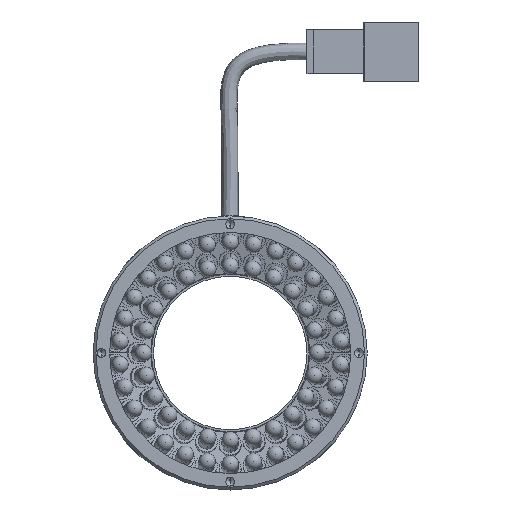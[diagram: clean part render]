
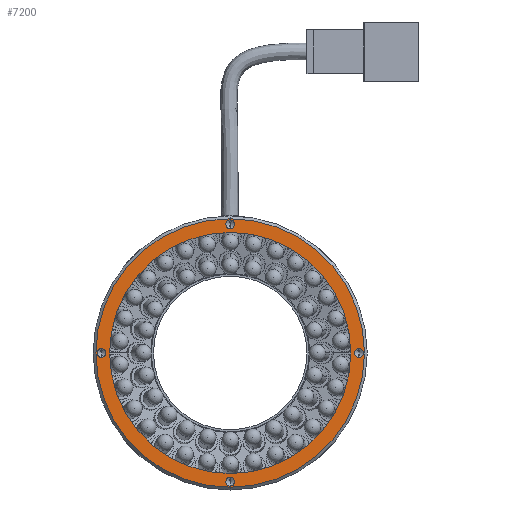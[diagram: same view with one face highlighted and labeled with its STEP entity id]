
A CAD part, front view. The second image highlights one B-rep face of the part: STEP entity #7200.
In plain terms, the highlighted planar face has unit normal (0, -1, 0).
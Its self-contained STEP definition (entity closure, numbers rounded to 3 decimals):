
#230 = CIRCLE ( 'NONE', #4103, 0.8 ) ;
#531 = ORIENTED_EDGE ( 'NONE', *, *, #767, .F. ) ;
#767 = EDGE_CURVE ( 'NONE', #16705, #4082, #9079, .T. ) ;
#905 = DIRECTION ( 'NONE',  ( 0., 0., -1. ) ) ;
#1034 = ORIENTED_EDGE ( 'NONE', *, *, #4704, .F. ) ;
#1688 = CARTESIAN_POINT ( 'NONE',  ( 0., 0., -23.5 ) ) ;
#2042 = EDGE_CURVE ( 'NONE', #20451, #19679, #8826, .T. ) ;
#2048 = VERTEX_POINT ( 'NONE', #20308 ) ;
#2379 = DIRECTION ( 'NONE',  ( 0., -1., 0. ) ) ;
#2425 = CARTESIAN_POINT ( 'NONE',  ( 0., 0., -23.5 ) ) ;
#2488 = DIRECTION ( 'NONE',  ( 0., 0., 1. ) ) ;
#2536 = DIRECTION ( 'NONE',  ( 0., 0., -1. ) ) ;
#2582 = CARTESIAN_POINT ( 'NONE',  ( 23.5, 0., 0. ) ) ;
#2594 = EDGE_CURVE ( 'NONE', #11093, #17883, #14171, .T. ) ;
#2970 = FACE_BOUND ( 'NONE', #15365, .T. ) ;
#3093 = ORIENTED_EDGE ( 'NONE', *, *, #8068, .T. ) ;
#3410 = DIRECTION ( 'NONE',  ( 0., 0., -1. ) ) ;
#3569 = DIRECTION ( 'NONE',  ( 0., -1., 0. ) ) ;
#3579 = CIRCLE ( 'NONE', #12787, 0.8 ) ;
#3646 = CARTESIAN_POINT ( 'NONE',  ( 0., 0., -22. ) ) ;
#3751 = DIRECTION ( 'NONE',  ( 0., -1., 0. ) ) ;
#4082 = VERTEX_POINT ( 'NONE', #4864 ) ;
#4103 = AXIS2_PLACEMENT_3D ( 'NONE', #1688, #5105, #6568 ) ;
#4116 = CARTESIAN_POINT ( 'NONE',  ( 0., 0., -22.7 ) ) ;
#4300 = AXIS2_PLACEMENT_3D ( 'NONE', #20296, #16019, #2488 ) ;
#4507 = CARTESIAN_POINT ( 'NONE',  ( 0., 0., -24.3 ) ) ;
#4704 = EDGE_CURVE ( 'NONE', #16173, #21333, #18433, .T. ) ;
#4864 = CARTESIAN_POINT ( 'NONE',  ( 0., 0., 22.7 ) ) ;
#5078 = ORIENTED_EDGE ( 'NONE', *, *, #7290, .T. ) ;
#5105 = DIRECTION ( 'NONE',  ( 0., -1., 0. ) ) ;
#5335 = CARTESIAN_POINT ( 'NONE',  ( 0., 0., 23.5 ) ) ;
#5525 = EDGE_CURVE ( 'NONE', #19679, #20451, #3579, .T. ) ;
#5600 = VERTEX_POINT ( 'NONE', #4507 ) ;
#6074 = DIRECTION ( 'NONE',  ( 0., 0., 1. ) ) ;
#6363 = AXIS2_PLACEMENT_3D ( 'NONE', #2582, #11098, #905 ) ;
#6556 = DIRECTION ( 'NONE',  ( 0., -1., 0. ) ) ;
#6568 = DIRECTION ( 'NONE',  ( 0., 0., -1. ) ) ;
#6735 = FACE_BOUND ( 'NONE', #21209, .T. ) ;
#6898 = CARTESIAN_POINT ( 'NONE',  ( 0., 0., -24.5 ) ) ;
#7139 = CARTESIAN_POINT ( 'NONE',  ( -23.5, 0., -0.8 ) ) ;
#7200 = ADVANCED_FACE ( 'NONE', ( #18609, #8402, #14836, #13918, #6735, #2970 ), #15589, .F. ) ;
#7290 = EDGE_CURVE ( 'NONE', #2048, #16960, #16001, .T. ) ;
#7511 = AXIS2_PLACEMENT_3D ( 'NONE', #17918, #6556, #9144 ) ;
#7518 = EDGE_CURVE ( 'NONE', #4082, #16705, #16702, .T. ) ;
#7869 = EDGE_LOOP ( 'NONE', ( #8411, #17300 ) ) ;
#8068 = EDGE_CURVE ( 'NONE', #16960, #2048, #14601, .T. ) ;
#8402 = FACE_BOUND ( 'NONE', #7869, .T. ) ;
#8411 = ORIENTED_EDGE ( 'NONE', *, *, #5525, .F. ) ;
#8782 = ORIENTED_EDGE ( 'NONE', *, *, #2594, .F. ) ;
#8790 = EDGE_CURVE ( 'NONE', #17883, #11093, #10706, .T. ) ;
#8826 = CIRCLE ( 'NONE', #19455, 0.8 ) ;
#9079 = CIRCLE ( 'NONE', #11533, 0.8 ) ;
#9144 = DIRECTION ( 'NONE',  ( 0., 0., -1. ) ) ;
#9226 = DIRECTION ( 'NONE',  ( 0., -1., 0. ) ) ;
#9336 = DIRECTION ( 'NONE',  ( 0., 0., -1. ) ) ;
#9434 = ORIENTED_EDGE ( 'NONE', *, *, #17452, .F. ) ;
#9738 = CARTESIAN_POINT ( 'NONE',  ( 0., 0., 23.5 ) ) ;
#9832 = CARTESIAN_POINT ( 'NONE',  ( 0., 0., 22. ) ) ;
#10017 = CARTESIAN_POINT ( 'NONE',  ( 23.5, 0., 0.8 ) ) ;
#10023 = AXIS2_PLACEMENT_3D ( 'NONE', #10411, #3751, #6074 ) ;
#10293 = ORIENTED_EDGE ( 'NONE', *, *, #7518, .F. ) ;
#10411 = CARTESIAN_POINT ( 'NONE',  ( 0., 0., 0. ) ) ;
#10706 = CIRCLE ( 'NONE', #7511, 0.8 ) ;
#11093 = VERTEX_POINT ( 'NONE', #11346 ) ;
#11098 = DIRECTION ( 'NONE',  ( 0., -1., 0. ) ) ;
#11208 = CIRCLE ( 'NONE', #21538, 0.8 ) ;
#11346 = CARTESIAN_POINT ( 'NONE',  ( 23.5, 0., -0.8 ) ) ;
#11363 = VERTEX_POINT ( 'NONE', #4116 ) ;
#11533 = AXIS2_PLACEMENT_3D ( 'NONE', #9738, #9226, #9336 ) ;
#11598 = DIRECTION ( 'NONE',  ( 0., 0., 1. ) ) ;
#11614 = CARTESIAN_POINT ( 'NONE',  ( -23.5, 0., 0. ) ) ;
#11680 = AXIS2_PLACEMENT_3D ( 'NONE', #17913, #2379, #16348 ) ;
#11736 = AXIS2_PLACEMENT_3D ( 'NONE', #19900, #16672, #14904 ) ;
#11810 = ORIENTED_EDGE ( 'NONE', *, *, #8790, .F. ) ;
#12514 = EDGE_CURVE ( 'NONE', #5600, #11363, #230, .T. ) ;
#12787 = AXIS2_PLACEMENT_3D ( 'NONE', #14961, #21767, #19848 ) ;
#13281 = DIRECTION ( 'NONE',  ( 0., 1., 0. ) ) ;
#13452 = DIRECTION ( 'NONE',  ( 0., 0., -1. ) ) ;
#13524 = CIRCLE ( 'NONE', #11736, 22. ) ;
#13918 = FACE_BOUND ( 'NONE', #16515, .T. ) ;
#14014 = CARTESIAN_POINT ( 'NONE',  ( 0., 0., 24.3 ) ) ;
#14171 = CIRCLE ( 'NONE', #6363, 0.8 ) ;
#14601 = CIRCLE ( 'NONE', #10023, 24.5 ) ;
#14643 = EDGE_LOOP ( 'NONE', ( #5078, #3093 ) ) ;
#14836 = FACE_BOUND ( 'NONE', #20762, .T. ) ;
#14904 = DIRECTION ( 'NONE',  ( 0., 0., -1. ) ) ;
#14961 = CARTESIAN_POINT ( 'NONE',  ( -23.5, 0., 0. ) ) ;
#15055 = ORIENTED_EDGE ( 'NONE', *, *, #21912, .F. ) ;
#15365 = EDGE_LOOP ( 'NONE', ( #21785, #9434 ) ) ;
#15589 = PLANE ( 'NONE',  #20270 ) ;
#15917 = DIRECTION ( 'NONE',  ( 0., -1., 0. ) ) ;
#16001 = CIRCLE ( 'NONE', #4300, 24.5 ) ;
#16019 = DIRECTION ( 'NONE',  ( 0., -1., 0. ) ) ;
#16173 = VERTEX_POINT ( 'NONE', #9832 ) ;
#16348 = DIRECTION ( 'NONE',  ( 0., 0., -1. ) ) ;
#16515 = EDGE_LOOP ( 'NONE', ( #8782, #11810 ) ) ;
#16672 = DIRECTION ( 'NONE',  ( 0., -1., 0. ) ) ;
#16702 = CIRCLE ( 'NONE', #19541, 0.8 ) ;
#16705 = VERTEX_POINT ( 'NONE', #14014 ) ;
#16960 = VERTEX_POINT ( 'NONE', #6898 ) ;
#17300 = ORIENTED_EDGE ( 'NONE', *, *, #2042, .F. ) ;
#17452 = EDGE_CURVE ( 'NONE', #11363, #5600, #11208, .T. ) ;
#17883 = VERTEX_POINT ( 'NONE', #10017 ) ;
#17913 = CARTESIAN_POINT ( 'NONE',  ( 0., 0., 0. ) ) ;
#17918 = CARTESIAN_POINT ( 'NONE',  ( 23.5, 0., 0. ) ) ;
#18362 = CARTESIAN_POINT ( 'NONE',  ( -23.5, 0., 0.8 ) ) ;
#18433 = CIRCLE ( 'NONE', #11680, 22. ) ;
#18609 = FACE_OUTER_BOUND ( 'NONE', #14643, .T. ) ;
#19182 = DIRECTION ( 'NONE',  ( 0., -1., 0. ) ) ;
#19455 = AXIS2_PLACEMENT_3D ( 'NONE', #11614, #15917, #3410 ) ;
#19541 = AXIS2_PLACEMENT_3D ( 'NONE', #5335, #3569, #13452 ) ;
#19679 = VERTEX_POINT ( 'NONE', #7139 ) ;
#19848 = DIRECTION ( 'NONE',  ( 0., 0., -1. ) ) ;
#19900 = CARTESIAN_POINT ( 'NONE',  ( 0., 0., 0. ) ) ;
#20270 = AXIS2_PLACEMENT_3D ( 'NONE', #21643, #13281, #11598 ) ;
#20296 = CARTESIAN_POINT ( 'NONE',  ( 0., 0., 0. ) ) ;
#20308 = CARTESIAN_POINT ( 'NONE',  ( 0., 0., 24.5 ) ) ;
#20451 = VERTEX_POINT ( 'NONE', #18362 ) ;
#20762 = EDGE_LOOP ( 'NONE', ( #10293, #531 ) ) ;
#21209 = EDGE_LOOP ( 'NONE', ( #15055, #1034 ) ) ;
#21333 = VERTEX_POINT ( 'NONE', #3646 ) ;
#21538 = AXIS2_PLACEMENT_3D ( 'NONE', #2425, #19182, #2536 ) ;
#21643 = CARTESIAN_POINT ( 'NONE',  ( -22., 0., 0. ) ) ;
#21767 = DIRECTION ( 'NONE',  ( 0., -1., 0. ) ) ;
#21785 = ORIENTED_EDGE ( 'NONE', *, *, #12514, .F. ) ;
#21912 = EDGE_CURVE ( 'NONE', #21333, #16173, #13524, .T. ) ;
